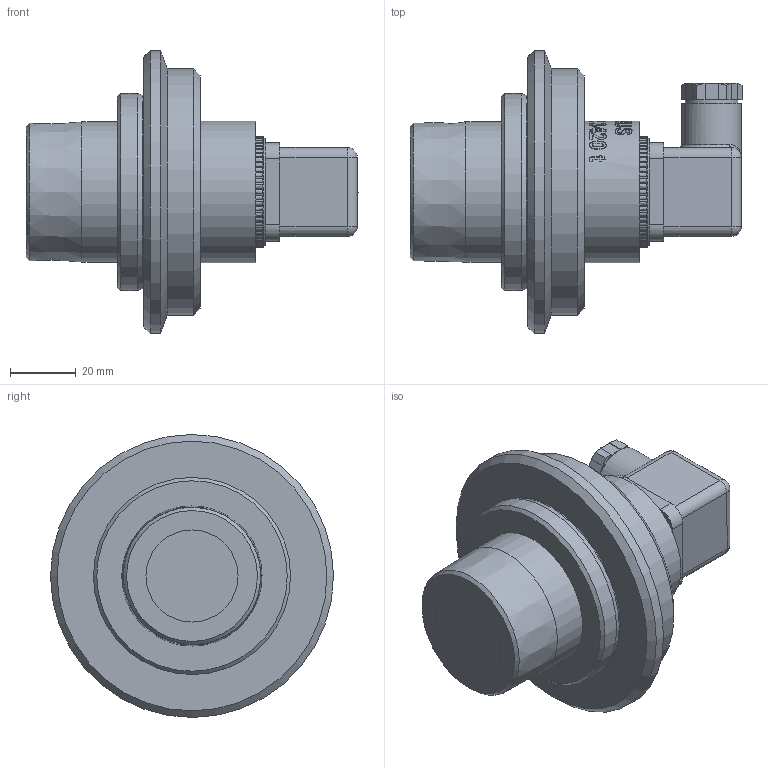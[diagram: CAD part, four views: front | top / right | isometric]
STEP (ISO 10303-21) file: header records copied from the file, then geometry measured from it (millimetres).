
FILE_DESCRIPTION(/* description */ (''),/* implementation_level */ '2;1');
FILE_NAME(/* name */ 'APZ3420t_G28_DIN43650A.step',/* time_stamp */ '2021-07-12T11:58:39+03:00',/* author */ (''),/* organization */ (''),/* preprocessor_version */ 'ST-DEVELOPER v18.1',/* originating_system */ 'Autodesk Translation Framework v10.9.0.1377',/* authorisation */ '');
FILE_SCHEMA (('AUTOMOTIVE_DESIGN { 1 0 10303 214 3 1 1 }'));
Products named in the file (6): АПЗ 3420 t -filled; OMAL nut M27x1.5 v8; DIN 43650A male Hirshmann round base v3; DIN 43650A female part 28 mm high v6; Housing G28; G28
Assembly tree (5 placements, depth 2):
  АПЗ 3420 t -filled
    OMAL nut M27x1.5 v8
    DIN 43650A male Hirshmann round base v3
    DIN 43650A female part 28 mm high v6
    Housing G28
    G28
Bounding box: 100.9 x 86 x 86 mm (x, y, z)
Volume: 163574.2 mm3; surface area: 50576.3 mm2
Topology: 6 solids, 6 shells, 1465 faces, 3993 edges, 2652 vertices
Faces by surface type: plane 587, bspline 578, cylinder 238, cone 39, torus 17, sphere 6
Full cylindrical faces by diameter (mm): 1.6 x4, 1.65 x4, 2 x1, 2.2 x1, 2.537 x6, 2.579 x1, 2.938 x10, 3.2 x1, 3.3 x1, 5 x2, 5.2 x2, 6 x1, 7.5 x1, 7.8 x1, 8 x1, 9.5 x1, 9.8 x1, 10 x1, 11 x1, 11.445 x5, 13.157 x2, 13.5 x1, 16 x1, 18 x1, 21 x1, 21.4 x2, 22 x1, 22.5 x1, 24.4 x1, 25.132 x4
Entity records: 70293 total; most frequent: CARTESIAN_POINT 37155, ORIENTED_EDGE 7976, DIRECTION 4826, EDGE_CURVE 3988, VERTEX_POINT 2650, LINE 1890, VECTOR 1890, EDGE_LOOP 1600
